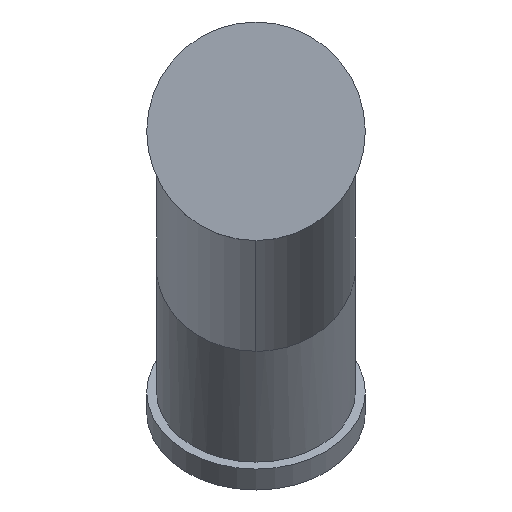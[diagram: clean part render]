
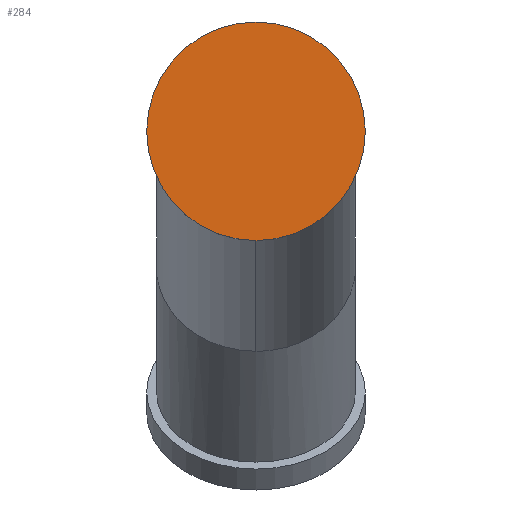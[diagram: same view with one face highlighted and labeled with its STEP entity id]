
A CAD part, top view. The second image highlights one B-rep face of the part: STEP entity #284.
In plain terms, the highlighted planar face has unit normal (0, 0, 1).
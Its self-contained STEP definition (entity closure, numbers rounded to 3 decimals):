
#82 = CARTESIAN_POINT ( 'NONE',  ( 0., 0., 0. ) ) ;
#87 = CARTESIAN_POINT ( 'NONE',  ( 0., 0., 0. ) ) ;
#95 = PLANE ( 'NONE',  #642 ) ;
#110 = AXIS2_PLACEMENT_3D ( 'NONE', #82, #1027, #865 ) ;
#182 = EDGE_LOOP ( 'NONE', ( #1291, #1664 ) ) ;
#284 = ADVANCED_FACE ( 'Defeatured_0_13', ( #1471 ), #95, .T. ) ;
#465 = CARTESIAN_POINT ( 'NONE',  ( 92.5, 0., 0. ) ) ;
#487 = EDGE_CURVE ( 'Defeatured_0_13+Defeatured_0_14+Defeatured_0_14+Defeatured_0_14', #1885, #1557, #530, .T. ) ;
#530 = CIRCLE ( 'NONE', #110, 92.5 ) ;
#642 = AXIS2_PLACEMENT_3D ( 'NONE', #87, #1933, #690 ) ;
#685 = EDGE_CURVE ( 'Defeatured_0_13+Defeatured_0_14+Defeatured_0_14+Defeatured_0_14', #1557, #1885, #1066, .T. ) ;
#690 = DIRECTION ( 'NONE',  ( 1., 0., 0. ) ) ;
#865 = DIRECTION ( 'NONE',  ( 1., 0., 0. ) ) ;
#880 = CARTESIAN_POINT ( 'NONE',  ( -92.5, 0., 0. ) ) ;
#1011 = DIRECTION ( 'NONE',  ( 0., 0., 1. ) ) ;
#1027 = DIRECTION ( 'NONE',  ( 0., 0., 1. ) ) ;
#1066 = CIRCLE ( 'NONE', #1525, 92.5 ) ;
#1291 = ORIENTED_EDGE ( 'NONE', *, *, #487, .T. ) ;
#1471 = FACE_OUTER_BOUND ( 'NONE', #182, .T. ) ;
#1525 = AXIS2_PLACEMENT_3D ( 'NONE', #1944, #1011, #1632 ) ;
#1557 = VERTEX_POINT ( 'NONE', #880 ) ;
#1632 = DIRECTION ( 'NONE',  ( 1., 0., 0. ) ) ;
#1664 = ORIENTED_EDGE ( 'NONE', *, *, #685, .T. ) ;
#1885 = VERTEX_POINT ( 'NONE', #465 ) ;
#1933 = DIRECTION ( 'NONE',  ( 0., 0., 1. ) ) ;
#1944 = CARTESIAN_POINT ( 'NONE',  ( 0., 0., 0. ) ) ;
